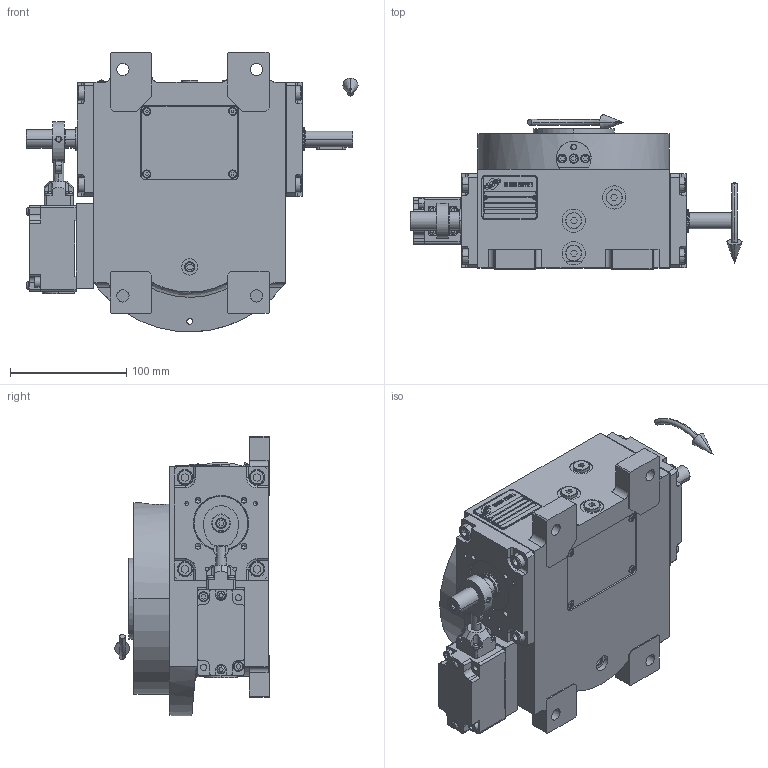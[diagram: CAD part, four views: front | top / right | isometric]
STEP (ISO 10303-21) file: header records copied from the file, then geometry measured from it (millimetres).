
FILE_DESCRIPTION (( 'STEP AP203' ), '1' );
FILE_NAME ('PC5201562.step', '2025-10-10T09:19:19', ( '' ), ( '' ), 'SwSTEP 2.0', 'SolidWorks 2020', '' );
FILE_SCHEMA (( 'CONFIG_CONTROL_DESIGN' ));
Length unit declared in the file: millimetre
Products named in the file (80): cfn2000_01_129; AS_rig04_071_8_m; RIG04_005_AF0.stp; cfn2128_04_011; cfn2115_02_213; cfn2000_01_147; cfn2107_01_001; 9004_1704; rig04_001_a_s_011; cfn2205_01_012; AS_900_38_11_34_4; rig04_002_bl; cfn2276_01_065; CFN2155_01_007.stp; PC5201562; CFN2203_02_001.stp; cfn2000_01_161; AS_900_38_10_49_4; cfn2003_01_063; rig04_003_8; AS_rig04_004; CFN2356_03_051.stp; cfn2104_01_016; AS_rig04_015; rig04_007_master; cfn2070_05_001; CFN2010_02_002.stp; AS_rig04_002_bl; cfn2400_01_001; rig04_015; AS_900_38_30_003; cfn2000_01_168; cfn2476_01_001_48x38; cfn2155_01_055; CFN2000_01_185.stp; AS_cfn2476_01_001_48x38; cfn2151_01_092; 900_38_11_34_4; AS_cfn2000_01_168; rig04_071_8_m.stp ...
Assembly tree (75 placements, depth 5):
  cfn2115_02_213
  cfn2205_01_012
  cfn2276_01_065
  PC5201562
    rig04_001_a_s_011
    AS_cfn2476_01_001_48x38
      cfn2476_01_001_48x38
      cfn2107_01_001
      cfn2107_01_001
    AS_rig04_071_8_m
      rig04_071_8_m.stp
        RIG04_005_ASM.stp
          RIG04_005_AF0.stp
          RIG06_021_AF0.stp
          CFN2000_01_185.stp
          CFN2000_01_185.stp
          CFN2104_02_017.stp
        CFN2155_01_007.stp
        CFN2010_02_002.stp
      rig04_003_8
      cfn2000_01_147
      cfn2000_01_147
      cfn2000_01_147
      cfn2000_01_147
      cfn2000_01_147
      cfn2000_01_147
      cfn2000_01_147
      cfn2000_01_147
      cfn2104_01_016  x2
    cfn2073_01_011
    AS_rig04_004
      rig04_004
      cfn2155_01_055
      cfn2070_05_001
      cfn2000_01_129  x2
      cfn2000_01_129
      cfn2000_01_129
    AS_rig04_004
      rig04_004
      cfn2155_01_055
      cfn2070_05_001
      cfn2000_01_129  x2
      cfn2000_01_129
      cfn2000_01_129
    AS_rig04_002_bl
      rig04_002_bl
      cfn2115_01_001
    cfn2128_04_011
    cfn2128_04_011
    cfn2128_04_011
    cfn2128_05_006
    AS_rig04_015
      rig04_015
      cfn2003_01_063
      cfn2003_01_063
      cfn2003_01_063
      cfn2003_01_063
    freccia_angolare_albero
    freccia_angolare
    AS_900_38_30_003
Bounding box: 286 x 133 x 240.95 mm (x, y, z)
Volume: 1410971.5 mm3; surface area: 435067 mm2
Topology: 75 solids, 75 shells, 2259 faces, 5550 edges, 3550 vertices
Faces by surface type: plane 1156, cylinder 697, cone 361, torus 38, sphere 6, bspline 1
Entity records: 73271 total; most frequent: CARTESIAN_POINT 14062, DIRECTION 10747, ORIENTED_EDGE 10296, EDGE_CURVE 5148, AXIS2_PLACEMENT_3D 3706, VERTEX_POINT 3350, VECTOR 3335, LINE 3335
